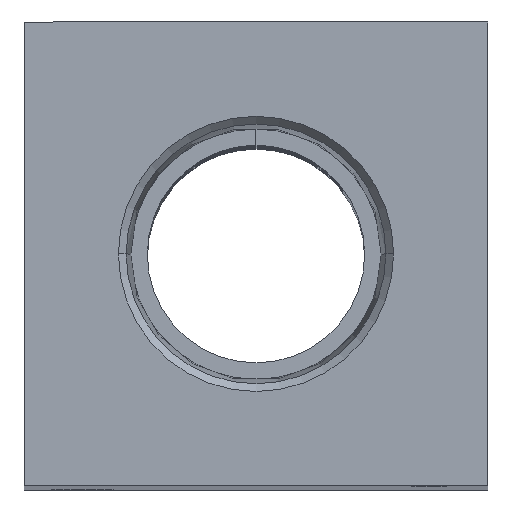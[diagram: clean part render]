
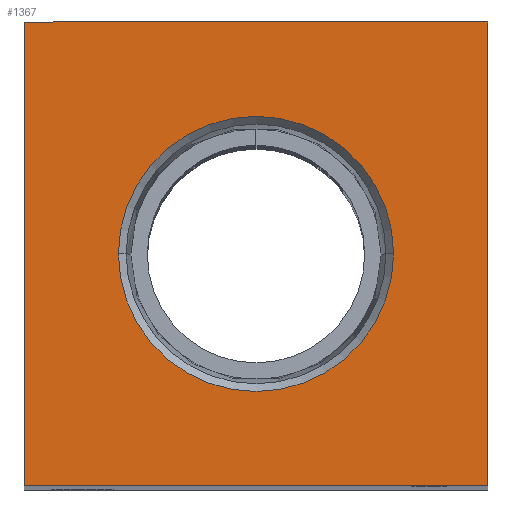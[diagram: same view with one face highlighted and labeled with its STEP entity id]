
A CAD part, top view. The second image highlights one B-rep face of the part: STEP entity #1367.
In plain terms, the highlighted planar face has unit normal (0, 0, 1).
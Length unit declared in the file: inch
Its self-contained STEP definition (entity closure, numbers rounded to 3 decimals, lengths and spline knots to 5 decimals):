
#17 = EDGE_LOOP ( 'NONE', ( #627, #2019 ) ) ;
#22 = CARTESIAN_POINT ( 'NONE',  ( 0., 0., 3.875 ) ) ;
#49 = DIRECTION ( 'NONE',  ( 0., 0., 1. ) ) ;
#74 = DIRECTION ( 'NONE',  ( 1., 0., 0. ) ) ;
#97 = DIRECTION ( 'NONE',  ( 0., -1., 0. ) ) ;
#99 = LINE ( 'NONE', #2340, #2312 ) ;
#105 = VECTOR ( 'NONE', #582, 39.37008 ) ;
#277 = CARTESIAN_POINT ( 'NONE',  ( 0.75, -0.75, 3.875 ) ) ;
#291 = CIRCLE ( 'NONE', #3014, 0.44487 ) ;
#440 = VERTEX_POINT ( 'NONE', #2787 ) ;
#514 = VERTEX_POINT ( 'NONE', #2108 ) ;
#582 = DIRECTION ( 'NONE',  ( 1., 0., 0. ) ) ;
#583 = ORIENTED_EDGE ( 'NONE', *, *, #3186, .T. ) ;
#627 = ORIENTED_EDGE ( 'NONE', *, *, #2920, .F. ) ;
#635 = DIRECTION ( 'NONE',  ( 0., 1., 0. ) ) ;
#671 = ORIENTED_EDGE ( 'NONE', *, *, #2954, .T. ) ;
#878 = FACE_BOUND ( 'NONE', #17, .T. ) ;
#1062 = AXIS2_PLACEMENT_3D ( 'NONE', #1417, #3269, #1702 ) ;
#1137 = VECTOR ( 'NONE', #1281, 39.37008 ) ;
#1281 = DIRECTION ( 'NONE',  ( -1., 0., 0. ) ) ;
#1309 = EDGE_LOOP ( 'NONE', ( #583, #671, #2762, #2979 ) ) ;
#1355 = CARTESIAN_POINT ( 'NONE',  ( 0.75, 0.75, 3.875 ) ) ;
#1367 = ADVANCED_FACE ( 'NONE', ( #878, #3079 ), #2504, .T. ) ;
#1417 = CARTESIAN_POINT ( 'NONE',  ( 0., 0., 3.875 ) ) ;
#1487 = CARTESIAN_POINT ( 'NONE',  ( -0.75, -0.75, 3.875 ) ) ;
#1702 = DIRECTION ( 'NONE',  ( 1., 0., 0. ) ) ;
#1773 = VERTEX_POINT ( 'NONE', #2110 ) ;
#1789 = CARTESIAN_POINT ( 'NONE',  ( 0.75, -0.75, 3.875 ) ) ;
#1876 = LINE ( 'NONE', #2400, #2354 ) ;
#1914 = VERTEX_POINT ( 'NONE', #1487 ) ;
#2004 = CARTESIAN_POINT ( 'NONE',  ( -0.44487, 0., 3.875 ) ) ;
#2008 = LINE ( 'NONE', #1355, #1137 ) ;
#2019 = ORIENTED_EDGE ( 'NONE', *, *, #3385, .F. ) ;
#2108 = CARTESIAN_POINT ( 'NONE',  ( 0.75, 0.75, 3.875 ) ) ;
#2110 = CARTESIAN_POINT ( 'NONE',  ( -0.75, 0.75, 3.875 ) ) ;
#2191 = DIRECTION ( 'NONE',  ( 1., 0., 0. ) ) ;
#2262 = DIRECTION ( 'NONE',  ( 0., 0., 1. ) ) ;
#2312 = VECTOR ( 'NONE', #635, 39.37008 ) ;
#2340 = CARTESIAN_POINT ( 'NONE',  ( 0.75, -0.75, 3.875 ) ) ;
#2354 = VECTOR ( 'NONE', #97, 39.37008 ) ;
#2400 = CARTESIAN_POINT ( 'NONE',  ( -0.75, -0.75, 3.875 ) ) ;
#2495 = EDGE_CURVE ( 'NONE', #514, #1773, #2008, .T. ) ;
#2504 = PLANE ( 'NONE',  #2635 ) ;
#2587 = VERTEX_POINT ( 'NONE', #1789 ) ;
#2635 = AXIS2_PLACEMENT_3D ( 'NONE', #3028, #2262, #2191 ) ;
#2762 = ORIENTED_EDGE ( 'NONE', *, *, #3454, .T. ) ;
#2787 = CARTESIAN_POINT ( 'NONE',  ( 0.44487, 0., 3.875 ) ) ;
#2920 = EDGE_CURVE ( 'NONE', #440, #2929, #291, .T. ) ;
#2929 = VERTEX_POINT ( 'NONE', #2004 ) ;
#2954 = EDGE_CURVE ( 'NONE', #1914, #2587, #3078, .T. ) ;
#2979 = ORIENTED_EDGE ( 'NONE', *, *, #2495, .T. ) ;
#3014 = AXIS2_PLACEMENT_3D ( 'NONE', #22, #49, #74 ) ;
#3028 = CARTESIAN_POINT ( 'NONE',  ( 0., 0., 3.875 ) ) ;
#3074 = CIRCLE ( 'NONE', #1062, 0.44487 ) ;
#3078 = LINE ( 'NONE', #277, #105 ) ;
#3079 = FACE_OUTER_BOUND ( 'NONE', #1309, .T. ) ;
#3186 = EDGE_CURVE ( 'NONE', #1773, #1914, #1876, .T. ) ;
#3269 = DIRECTION ( 'NONE',  ( 0., 0., 1. ) ) ;
#3385 = EDGE_CURVE ( 'NONE', #2929, #440, #3074, .T. ) ;
#3454 = EDGE_CURVE ( 'NONE', #2587, #514, #99, .T. ) ;
